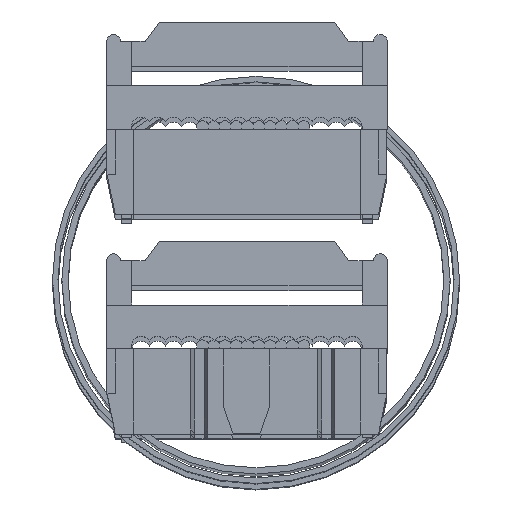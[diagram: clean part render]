
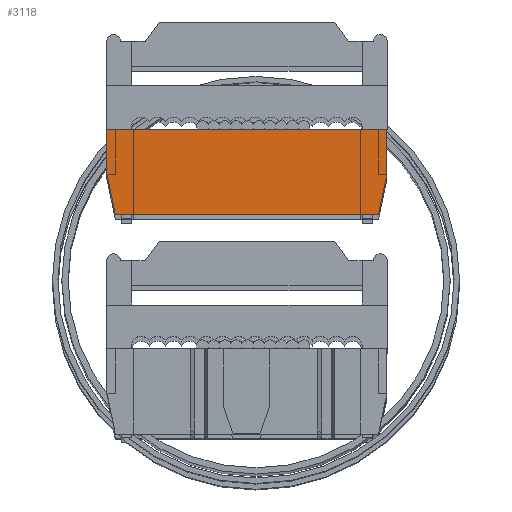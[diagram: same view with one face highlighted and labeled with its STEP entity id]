
A CAD part, top view. The second image highlights one B-rep face of the part: STEP entity #3118.
In plain terms, the highlighted face is planar.
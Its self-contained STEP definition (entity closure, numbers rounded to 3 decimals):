
#236 = LINE ( 'NONE', #7378, #5478 ) ;
#635 = CARTESIAN_POINT ( 'NONE',  ( 10.5, 3., 6.8 ) ) ;
#760 = VECTOR ( 'NONE', #7105, 1000. ) ;
#1084 = DIRECTION ( 'NONE',  ( 0.206, 0., 0.978 ) ) ;
#1527 = VECTOR ( 'NONE', #4785, 1000. ) ;
#1529 = ORIENTED_EDGE ( 'NONE', *, *, #10623, .T. ) ;
#1596 = EDGE_CURVE ( 'NONE', #3503, #13183, #11846, .T. ) ;
#1737 = DIRECTION ( 'NONE',  ( 0., 0., -1. ) ) ;
#2454 = EDGE_CURVE ( 'NONE', #13183, #6220, #236, .T. ) ;
#2493 = VECTOR ( 'NONE', #1737, 1000. ) ;
#2842 = LINE ( 'NONE', #635, #1527 ) ;
#3118 = ADVANCED_FACE ( 'NONE', ( #4127 ), #4640, .T. ) ;
#3503 = VERTEX_POINT ( 'NONE', #4878 ) ;
#3547 = LINE ( 'NONE', #13455, #760 ) ;
#3653 = CARTESIAN_POINT ( 'NONE',  ( 0., 3., 3.324 ) ) ;
#4127 = FACE_OUTER_BOUND ( 'NONE', #7935, .T. ) ;
#4640 = PLANE ( 'NONE',  #6039 ) ;
#4679 = DIRECTION ( 'NONE',  ( 0., 0., 1. ) ) ;
#4755 = ORIENTED_EDGE ( 'NONE', *, *, #6164, .T. ) ;
#4785 = DIRECTION ( 'NONE',  ( 0.206, 0., -0.978 ) ) ;
#4878 = CARTESIAN_POINT ( 'NONE',  ( -11.175, 3., 0. ) ) ;
#5114 = VERTEX_POINT ( 'NONE', #9514 ) ;
#5360 = CARTESIAN_POINT ( 'NONE',  ( 0., 3., 0. ) ) ;
#5478 = VECTOR ( 'NONE', #1084, 1000. ) ;
#5630 = CARTESIAN_POINT ( 'NONE',  ( -11.175, 3., 3.324 ) ) ;
#6039 = AXIS2_PLACEMENT_3D ( 'NONE', #3653, #11068, #4679 ) ;
#6164 = EDGE_CURVE ( 'NONE', #6220, #5114, #3547, .T. ) ;
#6220 = VERTEX_POINT ( 'NONE', #9727 ) ;
#6574 = VERTEX_POINT ( 'NONE', #10223 ) ;
#6632 = DIRECTION ( 'NONE',  ( 0., 0., 1. ) ) ;
#7105 = DIRECTION ( 'NONE',  ( 1., 0., 0. ) ) ;
#7378 = CARTESIAN_POINT ( 'NONE',  ( -11.175, 3., 3.6 ) ) ;
#7675 = ORIENTED_EDGE ( 'NONE', *, *, #2454, .T. ) ;
#7935 = EDGE_LOOP ( 'NONE', ( #1529, #11509, #11089, #12928, #7675, #4755 ) ) ;
#7967 = EDGE_CURVE ( 'NONE', #13698, #6574, #10610, .T. ) ;
#8002 = CARTESIAN_POINT ( 'NONE',  ( 11.175, 3., 3.324 ) ) ;
#8667 = EDGE_CURVE ( 'NONE', #6574, #3503, #9223, .T. ) ;
#8889 = VECTOR ( 'NONE', #11749, 1000. ) ;
#9223 = LINE ( 'NONE', #5360, #8889 ) ;
#9514 = CARTESIAN_POINT ( 'NONE',  ( 10.5, 3., 6.8 ) ) ;
#9727 = CARTESIAN_POINT ( 'NONE',  ( -10.5, 3., 6.8 ) ) ;
#9957 = CARTESIAN_POINT ( 'NONE',  ( 11.175, 3., 3.6 ) ) ;
#10223 = CARTESIAN_POINT ( 'NONE',  ( 11.175, 3., 0. ) ) ;
#10610 = LINE ( 'NONE', #8002, #2493 ) ;
#10623 = EDGE_CURVE ( 'NONE', #5114, #13698, #2842, .T. ) ;
#10912 = CARTESIAN_POINT ( 'NONE',  ( -11.175, 3., 3.6 ) ) ;
#11068 = DIRECTION ( 'NONE',  ( 0., 1., 0. ) ) ;
#11089 = ORIENTED_EDGE ( 'NONE', *, *, #8667, .T. ) ;
#11509 = ORIENTED_EDGE ( 'NONE', *, *, #7967, .T. ) ;
#11529 = VECTOR ( 'NONE', #6632, 1000. ) ;
#11749 = DIRECTION ( 'NONE',  ( -1., 0., 0. ) ) ;
#11846 = LINE ( 'NONE', #5630, #11529 ) ;
#12928 = ORIENTED_EDGE ( 'NONE', *, *, #1596, .T. ) ;
#13183 = VERTEX_POINT ( 'NONE', #10912 ) ;
#13455 = CARTESIAN_POINT ( 'NONE',  ( 0., 3., 6.8 ) ) ;
#13698 = VERTEX_POINT ( 'NONE', #9957 ) ;
